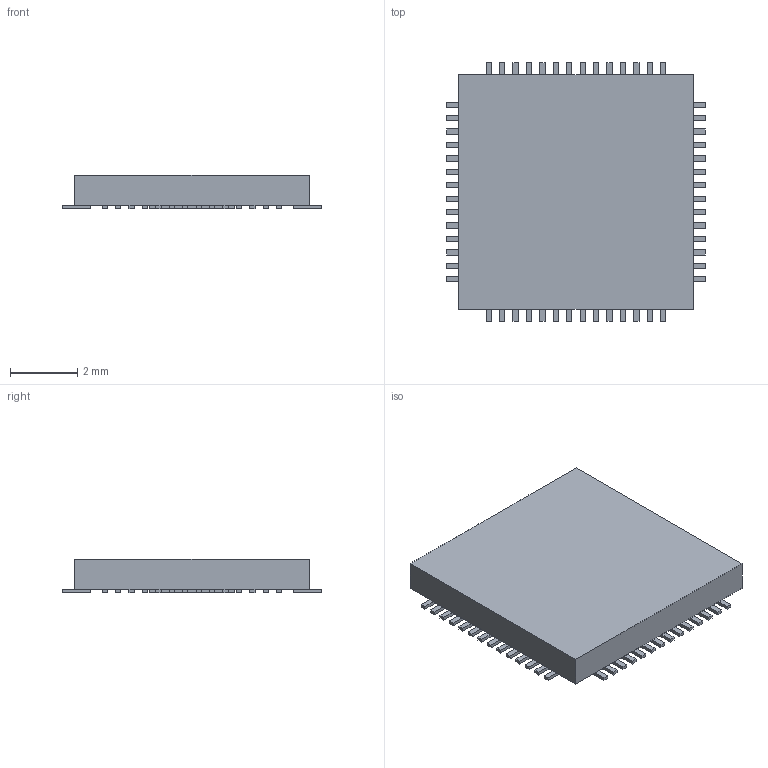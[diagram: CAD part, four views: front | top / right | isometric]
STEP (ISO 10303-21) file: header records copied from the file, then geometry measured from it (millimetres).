
FILE_DESCRIPTION(('FreeCAD Model'),'2;1');
FILE_NAME('14944899.1.6.stp','2022-12-02T07:00:12',( 'Author'),(''),'Open CASCADE STEP processor 6.9','FreeCAD','Unknown' );
FILE_SCHEMA(('AUTOMOTIVE_DESIGN { 1 0 10303 214 1 1 1 1 }'));
Length unit declared in the file: millimetre
Products named in the file (3): ASSEMBLY; Body; Pins
Assembly tree (2 placements, depth 2):
  ASSEMBLY
    Body
    Pins
Bounding box: 7.71 x 7.71 x 1 mm (x, y, z)
Volume: 45.5 mm3; surface area: 163.4 mm2
Topology: 58 solids, 58 shells, 348 faces, 696 edges, 464 vertices
Faces by surface type: plane 348
Entity records: 18326 total; most frequent: CARTESIAN_POINT 2903, DIRECTION 2790, LINE 2088, VECTOR 2088, ORIENTED_EDGE 1392, PCURVE 1392, DEFINITIONAL_REPRESENTATION 1392, EDGE_CURVE 696
